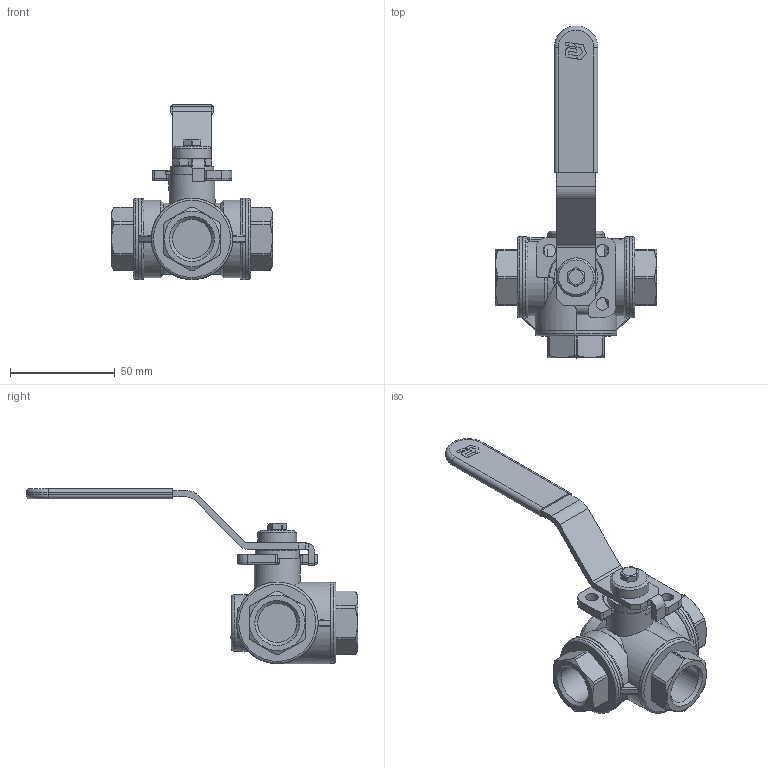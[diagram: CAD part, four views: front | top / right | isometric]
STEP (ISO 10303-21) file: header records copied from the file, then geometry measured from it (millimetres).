
FILE_DESCRIPTION(('HOOPS Exchange Step'),'2;1');
FILE_NAME('GK0800_DN15.stp','2025-11-12T14:58:48+01:00',('nieru'),('Unknown organisation'),'HOOPS Exchange 2024.2','HOOPS Exchange','Unknown authorisation');
FILE_SCHEMA( ('AP203_CONFIGURATION_CONTROLLED_3D_DESIGN_OF_MECHANICAL_PARTS_AND_ASSEMBLIES_MIM_LF') );
Length unit declared in the file: millimetre
Products named in the file (2): 0; root
Assembly tree (1 placements, depth 2):
  root
    0
Bounding box: 77 x 158.5 x 83.8 mm (x, y, z)
Volume: 106955.4 mm3; surface area: 26901.8 mm2
Topology: 1 solids, 1 shells, 686 faces, 1913 edges, 1263 vertices
Faces by surface type: plane 337, bspline 198, cylinder 90, cone 42, torus 13, sphere 6
Full cylindrical faces by diameter (mm): 6 x3, 7 x1, 18 x1, 18.5 x1, 18.63 x3, 21 x1, 22 x1, 27 x1, 38.8 x3
Entity records: 27291 total; most frequent: CARTESIAN_POINT 10898, ORIENTED_EDGE 3812, DIRECTION 2556, EDGE_CURVE 1906, VERTEX_POINT 1263, VECTOR 1068, LINE 1068, AXIS2_PLACEMENT_3D 744
